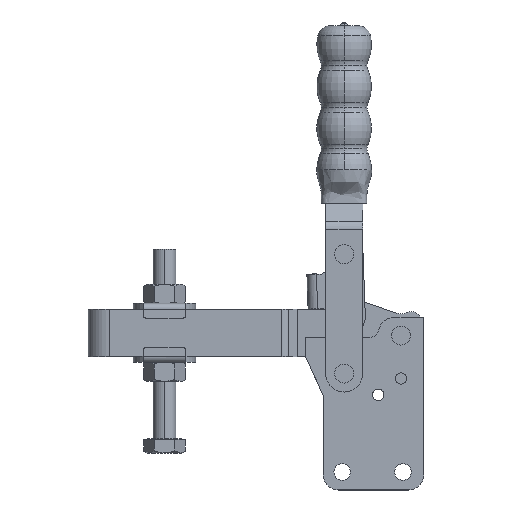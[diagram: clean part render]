
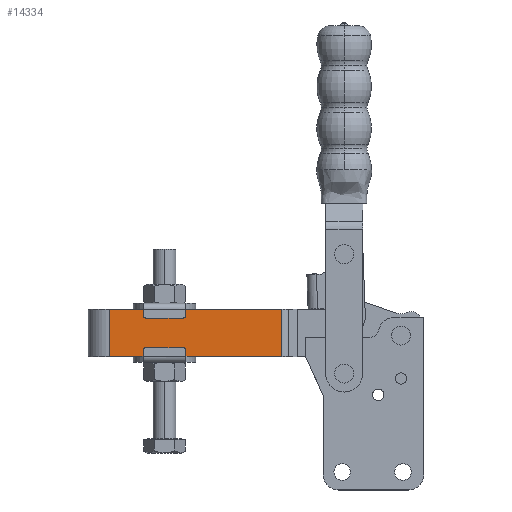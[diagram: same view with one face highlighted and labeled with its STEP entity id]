
A CAD part, top view. The second image highlights one B-rep face of the part: STEP entity #14334.
In plain terms, the highlighted planar face has unit normal (0, 0, 1).
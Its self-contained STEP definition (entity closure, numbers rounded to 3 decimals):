
#2252 = VECTOR ( 'NONE', #25061, 1000. ) ;
#2463 = PLANE ( 'NONE',  #13114 ) ;
#2545 = CARTESIAN_POINT ( 'NONE',  ( -72.85, 51., 11.35 ) ) ;
#4194 = VERTEX_POINT ( 'NONE', #19597 ) ;
#4633 = DIRECTION ( 'NONE',  ( -1., 0., 0. ) ) ;
#6135 = CARTESIAN_POINT ( 'NONE',  ( -165.65, 51., 11.35 ) ) ;
#6217 = VECTOR ( 'NONE', #16618, 1000. ) ;
#6221 = CARTESIAN_POINT ( 'NONE',  ( -75.009, 83., 11.35 ) ) ;
#6594 = DIRECTION ( 'NONE',  ( 1., 0., 0. ) ) ;
#8255 = VECTOR ( 'NONE', #15926, 1000. ) ;
#8774 = EDGE_LOOP ( 'NONE', ( #14773, #21533, #19383, #23873 ) ) ;
#8995 = EDGE_CURVE ( 'NONE', #18570, #11965, #24193, .T. ) ;
#9691 = VECTOR ( 'NONE', #4633, 1000. ) ;
#9734 = VERTEX_POINT ( 'NONE', #14308 ) ;
#10284 = EDGE_CURVE ( 'NONE', #9734, #4194, #11742, .T. ) ;
#11742 = LINE ( 'NONE', #6221, #6217 ) ;
#11965 = VERTEX_POINT ( 'NONE', #6135 ) ;
#12648 = CARTESIAN_POINT ( 'NONE',  ( -177., 76., 11.35 ) ) ;
#13114 = AXIS2_PLACEMENT_3D ( 'NONE', #16982, #19093, #6594 ) ;
#14308 = CARTESIAN_POINT ( 'NONE',  ( -75.009, 76., 11.35 ) ) ;
#14334 = ADVANCED_FACE ( 'NONE', ( #15847 ), #2463, .T. ) ;
#14773 = ORIENTED_EDGE ( 'NONE', *, *, #25004, .T. ) ;
#15847 = FACE_OUTER_BOUND ( 'NONE', #8774, .T. ) ;
#15926 = DIRECTION ( 'NONE',  ( 0., -1., 0. ) ) ;
#16618 = DIRECTION ( 'NONE',  ( 0., -1., 0. ) ) ;
#16982 = CARTESIAN_POINT ( 'NONE',  ( -72.85, 83., 11.35 ) ) ;
#18570 = VERTEX_POINT ( 'NONE', #20690 ) ;
#19093 = DIRECTION ( 'NONE',  ( 0., 0., 1. ) ) ;
#19383 = ORIENTED_EDGE ( 'NONE', *, *, #20474, .F. ) ;
#19597 = CARTESIAN_POINT ( 'NONE',  ( -75.009, 51., 11.35 ) ) ;
#20474 = EDGE_CURVE ( 'NONE', #4194, #11965, #26249, .T. ) ;
#20690 = CARTESIAN_POINT ( 'NONE',  ( -165.65, 76., 11.35 ) ) ;
#21533 = ORIENTED_EDGE ( 'NONE', *, *, #8995, .T. ) ;
#23678 = LINE ( 'NONE', #12648, #2252 ) ;
#23873 = ORIENTED_EDGE ( 'NONE', *, *, #10284, .F. ) ;
#24193 = LINE ( 'NONE', #26335, #8255 ) ;
#25004 = EDGE_CURVE ( 'NONE', #9734, #18570, #23678, .T. ) ;
#25061 = DIRECTION ( 'NONE',  ( -1., 0., 0. ) ) ;
#26249 = LINE ( 'NONE', #2545, #9691 ) ;
#26335 = CARTESIAN_POINT ( 'NONE',  ( -165.65, 83., 11.35 ) ) ;
